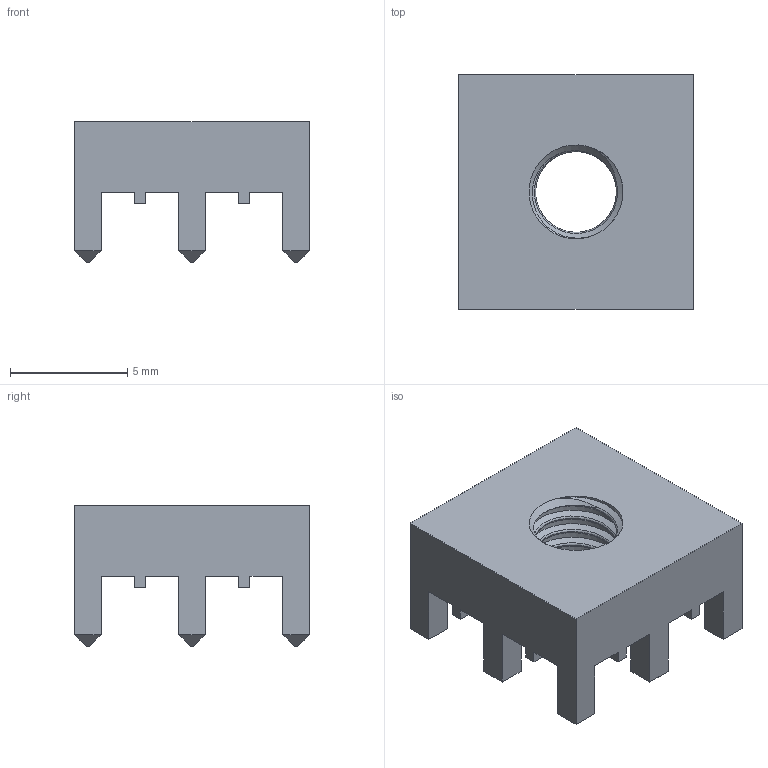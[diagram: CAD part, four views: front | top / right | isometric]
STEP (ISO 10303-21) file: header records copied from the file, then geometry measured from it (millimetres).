
FILE_DESCRIPTION( ( 'Unknown' ), '1' );
FILE_NAME( '74650094.stp', 'Unknown', ( 'Unknown' ), ( 'Unknown' ), 'PSStep 18.0.17', 'Unknown', ' ' );
FILE_SCHEMA( ( 'AUTOMOTIVE_DESIGN { 1 0 10303 214 1 1 1 1 }' ) );
Length unit declared in the file: millimetre
Products named in the file (1): 1
Bounding box: 10 x 10 x 6 mm (x, y, z)
Volume: 296.3 mm3; surface area: 458.6 mm2
Topology: 1 solids, 1 shells, 124 faces, 320 edges, 202 vertices
Faces by surface type: plane 118, bspline 4, cone 1, cylinder 1
Entity records: 6266 total; most frequent: CARTESIAN_POINT 2293, ORIENTED_EDGE 640, DIRECTION 552, EDGE_CURVE 320, LINE 304, VECTOR 304, VERTEX_POINT 202, EDGE_LOOP 130
